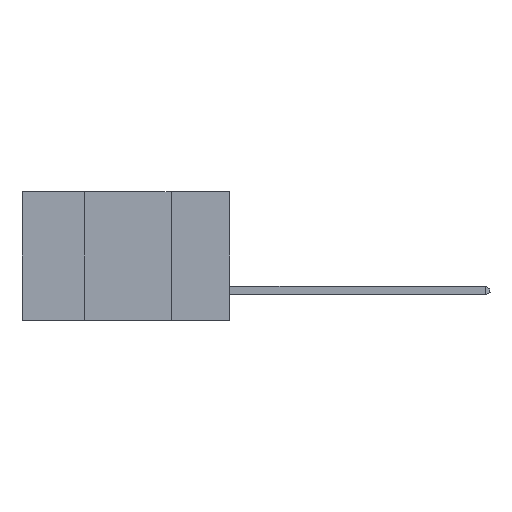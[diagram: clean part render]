
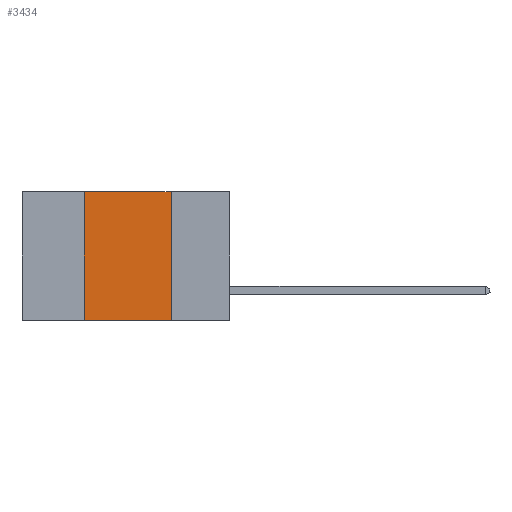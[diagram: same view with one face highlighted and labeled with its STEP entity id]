
A CAD part, left-side view. The second image highlights one B-rep face of the part: STEP entity #3434.
In plain terms, the highlighted planar face has unit normal (-1, 0, 0).
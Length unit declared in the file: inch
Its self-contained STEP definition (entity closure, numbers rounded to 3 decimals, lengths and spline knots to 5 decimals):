
#12 = EDGE_CURVE ( 'NONE', #1761, #4796, #5762, .T. ) ;
#172 = CARTESIAN_POINT ( 'NONE',  ( 0., 0.42, -0.37 ) ) ;
#316 = CARTESIAN_POINT ( 'NONE',  ( 0., 0.17, -0.37 ) ) ;
#1504 = EDGE_CURVE ( 'NONE', #1761, #9565, #8084, .T. ) ;
#1761 = VERTEX_POINT ( 'NONE', #172 ) ;
#2033 = DIRECTION ( 'NONE',  ( 0., -1., 0. ) ) ;
#2513 = CARTESIAN_POINT ( 'NONE',  ( 0., 0.42, 0. ) ) ;
#2667 = EDGE_LOOP ( 'NONE', ( #10218, #11005, #9958, #10429 ) ) ;
#2907 = FACE_OUTER_BOUND ( 'NONE', #2667, .T. ) ;
#3434 = ADVANCED_FACE ( 'NONE', ( #2907 ), #3463, .F. ) ;
#3463 = PLANE ( 'NONE',  #7511 ) ;
#3582 = CARTESIAN_POINT ( 'NONE',  ( 0., 0.6, 0. ) ) ;
#4243 = DIRECTION ( 'NONE',  ( 0., 0., 1. ) ) ;
#4339 = DIRECTION ( 'NONE',  ( 0., -1., 0. ) ) ;
#4796 = VERTEX_POINT ( 'NONE', #7609 ) ;
#5083 = DIRECTION ( 'NONE',  ( 0., 0., -1. ) ) ;
#5366 = DIRECTION ( 'NONE',  ( 0., 0., -1. ) ) ;
#5662 = EDGE_CURVE ( 'NONE', #5724, #9565, #9236, .T. ) ;
#5724 = VERTEX_POINT ( 'NONE', #6072 ) ;
#5762 = LINE ( 'NONE', #2513, #7284 ) ;
#6072 = CARTESIAN_POINT ( 'NONE',  ( 0., 0.17, 0. ) ) ;
#6282 = VECTOR ( 'NONE', #4339, 39.37008 ) ;
#6512 = CARTESIAN_POINT ( 'NONE',  ( 0., 0.6, 0. ) ) ;
#6948 = CARTESIAN_POINT ( 'NONE',  ( 0., 0.6, -0.37 ) ) ;
#7284 = VECTOR ( 'NONE', #4243, 39.37008 ) ;
#7511 = AXIS2_PLACEMENT_3D ( 'NONE', #3582, #9760, #5366 ) ;
#7609 = CARTESIAN_POINT ( 'NONE',  ( 0., 0.42, 0. ) ) ;
#7746 = CARTESIAN_POINT ( 'NONE',  ( 0., 0.17, 0. ) ) ;
#8084 = LINE ( 'NONE', #6948, #6282 ) ;
#8991 = EDGE_CURVE ( 'NONE', #4796, #5724, #11119, .T. ) ;
#9236 = LINE ( 'NONE', #7746, #10089 ) ;
#9565 = VERTEX_POINT ( 'NONE', #316 ) ;
#9760 = DIRECTION ( 'NONE',  ( 1., 0., 0. ) ) ;
#9958 = ORIENTED_EDGE ( 'NONE', *, *, #12, .F. ) ;
#10089 = VECTOR ( 'NONE', #5083, 39.37008 ) ;
#10218 = ORIENTED_EDGE ( 'NONE', *, *, #5662, .F. ) ;
#10429 = ORIENTED_EDGE ( 'NONE', *, *, #1504, .T. ) ;
#10982 = VECTOR ( 'NONE', #2033, 39.37008 ) ;
#11005 = ORIENTED_EDGE ( 'NONE', *, *, #8991, .F. ) ;
#11119 = LINE ( 'NONE', #6512, #10982 ) ;
